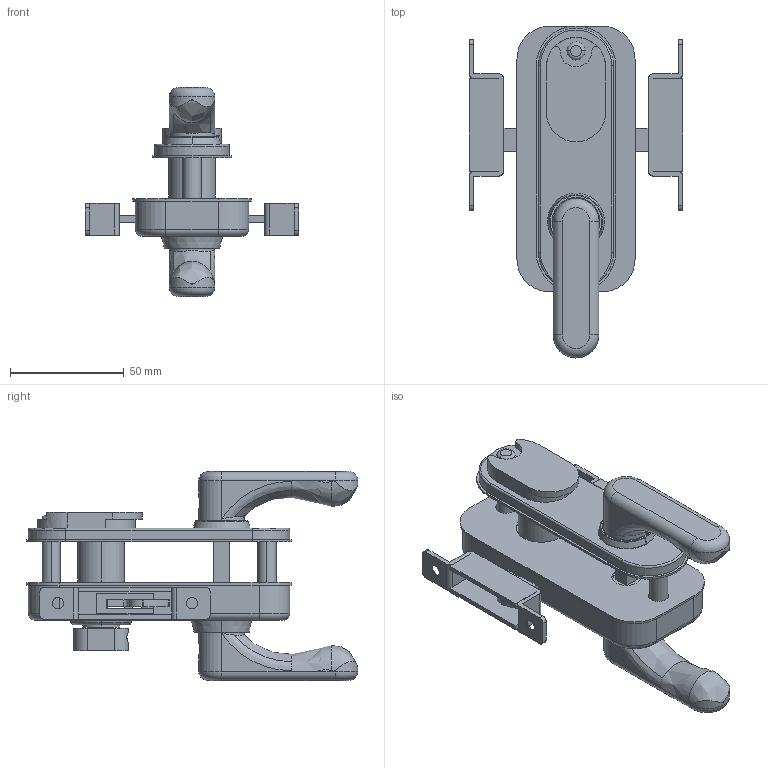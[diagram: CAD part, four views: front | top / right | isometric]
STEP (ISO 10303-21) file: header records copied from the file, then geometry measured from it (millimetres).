
FILE_DESCRIPTION (( 'STEP AP203' ), '1' );
FILE_NAME ('sone3D.STEP', '2014-11-26T07:28:03', ( '' ), ( '' ), 'SwSTEP 2.0', 'SolidWorks 2012', '' );
FILE_SCHEMA (( 'CONFIG_CONTROL_DESIGN' ));
Length unit declared in the file: millimetre
Products named in the file (21): sone3D; A-1293-A_ローター; A-1293-A_ゴムキャップ軸; A-1293-A_受座; A-1293-A_ゴムキャップ; A-1293-A_ブッシュ; A-1293-A_サムターン; A-1293カマ_; A-1293-A_榋妏寠晅巭傔偹偠M4_榋妏寠晅巭傔偹偠M4 x 6; A-1293-A_ハンドルリング長座用; A-1293-A_長座ラバーシート; A-1293-A_長座; A-1293-A_長座裏板; A-1293-A_本体用ラバーシート; A-1293-A_ハンドル; A-1293-A_レバーハンドルリング; A-1293-A_カバー; A-1293-A_フタ; A-1293-A_角芯; A-1293-A_レバーハンドルハブ; A-1293-A_ケース
Assembly tree (24 placements, depth 2):
  sone3D
    A-1293-A_ケース
    A-1293-A_レバーハンドルハブ
    A-1293-A_角芯
    A-1293-A_フタ
    A-1293-A_カバー
    A-1293-A_レバーハンドルリング
    A-1293-A_ハンドル  x2
    A-1293-A_本体用ラバーシート
    A-1293-A_長座裏板
    A-1293-A_長座
    A-1293-A_長座ラバーシート
    A-1293-A_ハンドルリング長座用
    A-1293-A_榋妏寠晅巭傔偹偠M4_榋妏寠晅巭傔偹偠M4 x 6  x2
    A-1293カマ_  x2
    A-1293-A_サムターン
    A-1293-A_ブッシュ
    A-1293-A_ゴムキャップ
    A-1293-A_受座  x2
    A-1293-A_ゴムキャップ軸
    A-1293-A_ローター
Bounding box: 94 x 146 x 92 mm (x, y, z)
Volume: 118443.4 mm3; surface area: 124789.2 mm2
Topology: 24 solids, 24 shells, 919 faces, 2236 edges, 1413 vertices
Faces by surface type: plane 345, cylinder 335, cone 159, torus 64, bspline 16
Entity records: 26790 total; most frequent: CARTESIAN_POINT 5978, DIRECTION 4153, ORIENTED_EDGE 3618, EDGE_CURVE 1809, AXIS2_PLACEMENT_3D 1618, VERTEX_POINT 1148, EDGE_LOOP 923, VECTOR 917
